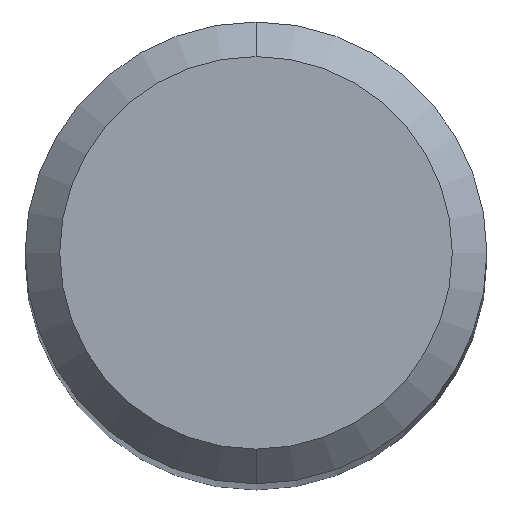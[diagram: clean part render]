
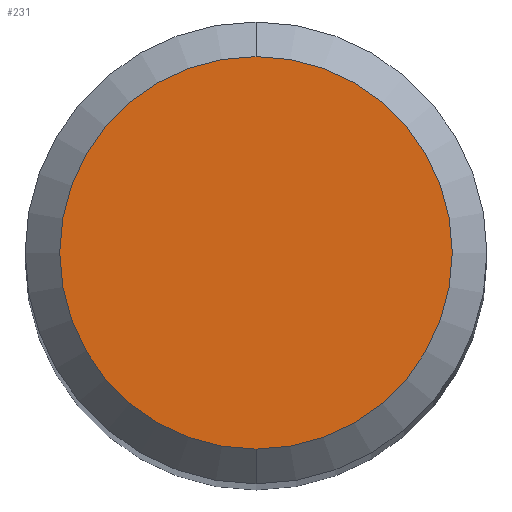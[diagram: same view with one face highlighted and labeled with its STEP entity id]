
A CAD part, top view. The second image highlights one B-rep face of the part: STEP entity #231.
In plain terms, the highlighted planar face has unit normal (0, 0, 1).
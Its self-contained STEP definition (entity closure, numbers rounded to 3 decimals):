
#223=VERTEX_POINT('',#522);
#231=ADVANCED_FACE('',(#531),#532,.T.);
#233=EDGE_CURVE('',#367,#223,#534,.T.);
#367=VERTEX_POINT('',#677);
#379=EDGE_CURVE('',#223,#367,#690,.T.);
#522=CARTESIAN_POINT('',(0.0,1.7,29.913));
#531=FACE_OUTER_BOUND('',#936,.T.);
#532=PLANE('',#937);
#534=CIRCLE('',#940,1.7);
#677=CARTESIAN_POINT('',(0.,-1.7,29.913));
#690=CIRCLE('',#1342,1.7);
#936=EDGE_LOOP('',(#1508,#1509));
#937=AXIS2_PLACEMENT_3D('',#1510,#1511,#1512);
#940=AXIS2_PLACEMENT_3D('',#1513,#1514,#1515);
#1342=AXIS2_PLACEMENT_3D('',#1662,#1663,#1664);
#1508=ORIENTED_EDGE('',*,*,#379,.F.);
#1509=ORIENTED_EDGE('',*,*,#233,.F.);
#1510=CARTESIAN_POINT('',(0.0,0.85,29.913));
#1511=DIRECTION('',(0.0,0.0,1.0));
#1512=DIRECTION('',(0.0,-1.0,0.0));
#1513=CARTESIAN_POINT('',(0.0,0.0,29.913));
#1514=DIRECTION('',(0.0,0.0,-1.0));
#1515=DIRECTION('',(0.0,1.0,0.0));
#1662=CARTESIAN_POINT('',(0.0,0.0,29.913));
#1663=DIRECTION('',(0.0,0.0,-1.0));
#1664=DIRECTION('',(0.0,1.0,0.0));
